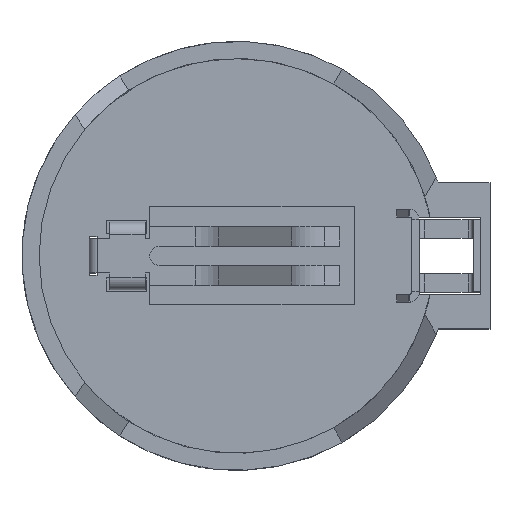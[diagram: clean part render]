
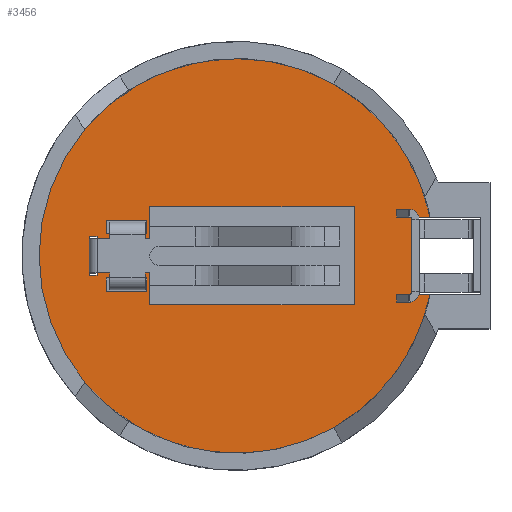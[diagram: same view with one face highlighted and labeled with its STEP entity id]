
A CAD part, top view. The second image highlights one B-rep face of the part: STEP entity #3456.
In plain terms, the highlighted planar face has unit normal (0, 0, 1).
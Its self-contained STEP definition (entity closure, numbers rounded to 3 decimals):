
#67=FACE_BOUND('',#524,.T.);
#68=FACE_BOUND('',#525,.T.);
#69=FACE_BOUND('',#526,.T.);
#70=FACE_BOUND('',#527,.T.);
#145=CIRCLE('',#3745,10.287);
#316=FACE_OUTER_BOUND('',#523,.T.);
#523=EDGE_LOOP('',(#2956,#2957,#2958,#2959));
#524=EDGE_LOOP('',(#2960,#2961,#2962,#2963));
#525=EDGE_LOOP('',(#2964,#2965,#2966,#2967));
#526=EDGE_LOOP('',(#2968,#2969,#2970,#2971));
#527=EDGE_LOOP('',(#2972,#2973,#2974,#2975));
#902=LINE('',#5642,#1301);
#903=LINE('',#5643,#1302);
#904=LINE('',#5644,#1303);
#905=LINE('',#5647,#1304);
#906=LINE('',#5649,#1305);
#907=LINE('',#5651,#1306);
#908=LINE('',#5652,#1307);
#909=LINE('',#5655,#1308);
#910=LINE('',#5657,#1309);
#911=LINE('',#5659,#1310);
#912=LINE('',#5660,#1311);
#913=LINE('',#5663,#1312);
#914=LINE('',#5665,#1313);
#915=LINE('',#5667,#1314);
#916=LINE('',#5668,#1315);
#917=LINE('',#5671,#1316);
#918=LINE('',#5673,#1317);
#919=LINE('',#5675,#1318);
#920=LINE('',#5676,#1319);
#1301=VECTOR('',#4648,1000.);
#1302=VECTOR('',#4649,1000.);
#1303=VECTOR('',#4650,1000.);
#1304=VECTOR('',#4651,1000.);
#1305=VECTOR('',#4652,1000.);
#1306=VECTOR('',#4653,1000.);
#1307=VECTOR('',#4654,1000.);
#1308=VECTOR('',#4655,1000.);
#1309=VECTOR('',#4656,1000.);
#1310=VECTOR('',#4657,1000.);
#1311=VECTOR('',#4658,1000.);
#1312=VECTOR('',#4659,1000.);
#1313=VECTOR('',#4660,1000.);
#1314=VECTOR('',#4661,1000.);
#1315=VECTOR('',#4662,1000.);
#1316=VECTOR('',#4663,1000.);
#1317=VECTOR('',#4664,1000.);
#1318=VECTOR('',#4665,1000.);
#1319=VECTOR('',#4666,1000.);
#1591=VERTEX_POINT('',#5553);
#1592=VERTEX_POINT('',#5555);
#1627=VERTEX_POINT('',#5640);
#1628=VERTEX_POINT('',#5641);
#1629=VERTEX_POINT('',#5645);
#1630=VERTEX_POINT('',#5646);
#1631=VERTEX_POINT('',#5648);
#1632=VERTEX_POINT('',#5650);
#1633=VERTEX_POINT('',#5653);
#1634=VERTEX_POINT('',#5654);
#1635=VERTEX_POINT('',#5656);
#1636=VERTEX_POINT('',#5658);
#1637=VERTEX_POINT('',#5661);
#1638=VERTEX_POINT('',#5662);
#1639=VERTEX_POINT('',#5664);
#1640=VERTEX_POINT('',#5666);
#1641=VERTEX_POINT('',#5669);
#1642=VERTEX_POINT('',#5670);
#1643=VERTEX_POINT('',#5672);
#1644=VERTEX_POINT('',#5674);
#2042=EDGE_CURVE('',#1592,#1591,#145,.T.);
#2086=EDGE_CURVE('',#1627,#1628,#902,.T.);
#2087=EDGE_CURVE('',#1592,#1628,#903,.T.);
#2088=EDGE_CURVE('',#1591,#1627,#904,.T.);
#2089=EDGE_CURVE('',#1629,#1630,#905,.T.);
#2090=EDGE_CURVE('',#1630,#1631,#906,.T.);
#2091=EDGE_CURVE('',#1631,#1632,#907,.T.);
#2092=EDGE_CURVE('',#1632,#1629,#908,.T.);
#2093=EDGE_CURVE('',#1633,#1634,#909,.T.);
#2094=EDGE_CURVE('',#1635,#1634,#910,.T.);
#2095=EDGE_CURVE('',#1635,#1636,#911,.T.);
#2096=EDGE_CURVE('',#1636,#1633,#912,.T.);
#2097=EDGE_CURVE('',#1637,#1638,#913,.T.);
#2098=EDGE_CURVE('',#1639,#1637,#914,.T.);
#2099=EDGE_CURVE('',#1640,#1639,#915,.T.);
#2100=EDGE_CURVE('',#1638,#1640,#916,.T.);
#2101=EDGE_CURVE('',#1641,#1642,#917,.T.);
#2102=EDGE_CURVE('',#1642,#1643,#918,.T.);
#2103=EDGE_CURVE('',#1644,#1643,#919,.T.);
#2104=EDGE_CURVE('',#1641,#1644,#920,.T.);
#2956=ORIENTED_EDGE('',*,*,#2086,.T.);
#2957=ORIENTED_EDGE('',*,*,#2087,.F.);
#2958=ORIENTED_EDGE('',*,*,#2042,.T.);
#2959=ORIENTED_EDGE('',*,*,#2088,.T.);
#2960=ORIENTED_EDGE('',*,*,#2089,.T.);
#2961=ORIENTED_EDGE('',*,*,#2090,.T.);
#2962=ORIENTED_EDGE('',*,*,#2091,.T.);
#2963=ORIENTED_EDGE('',*,*,#2092,.T.);
#2964=ORIENTED_EDGE('',*,*,#2093,.T.);
#2965=ORIENTED_EDGE('',*,*,#2094,.F.);
#2966=ORIENTED_EDGE('',*,*,#2095,.T.);
#2967=ORIENTED_EDGE('',*,*,#2096,.T.);
#2968=ORIENTED_EDGE('',*,*,#2097,.F.);
#2969=ORIENTED_EDGE('',*,*,#2098,.F.);
#2970=ORIENTED_EDGE('',*,*,#2099,.F.);
#2971=ORIENTED_EDGE('',*,*,#2100,.F.);
#2972=ORIENTED_EDGE('',*,*,#2101,.T.);
#2973=ORIENTED_EDGE('',*,*,#2102,.T.);
#2974=ORIENTED_EDGE('',*,*,#2103,.F.);
#2975=ORIENTED_EDGE('',*,*,#2104,.F.);
#3255=PLANE('',#3763);
#3456=ADVANCED_FACE('',(#316,#67,#68,#69,#70),#3255,.T.);
#3745=AXIS2_PLACEMENT_3D('',#5556,#4579,#4580);
#3763=AXIS2_PLACEMENT_3D('',#5639,#4646,#4647);
#4579=DIRECTION('center_axis',(0.,0.,1.));
#4580=DIRECTION('ref_axis',(0.,-1.,0.));
#4646=DIRECTION('center_axis',(0.,0.,1.));
#4647=DIRECTION('ref_axis',(0.,1.,0.));
#4648=DIRECTION('',(0.,1.,0.));
#4649=DIRECTION('',(-1.,0.,0.));
#4650=DIRECTION('',(-1.,0.,0.));
#4651=DIRECTION('',(0.,-1.,0.));
#4652=DIRECTION('',(-1.,0.,0.));
#4653=DIRECTION('',(0.,1.,0.));
#4654=DIRECTION('',(1.,0.,0.));
#4655=DIRECTION('',(0.,1.,0.));
#4656=DIRECTION('',(-1.,0.,0.));
#4657=DIRECTION('',(0.,-1.,0.));
#4658=DIRECTION('',(-1.,0.,0.));
#4659=DIRECTION('',(0.,1.,0.));
#4660=DIRECTION('',(1.,0.,0.));
#4661=DIRECTION('',(0.,-1.,0.));
#4662=DIRECTION('',(-1.,0.,0.));
#4663=DIRECTION('',(0.,1.,0.));
#4664=DIRECTION('',(1.,0.,0.));
#4665=DIRECTION('',(0.,1.,0.));
#4666=DIRECTION('',(1.,0.,0.));
#5553=CARTESIAN_POINT('',(9.087,-2.032,3.172));
#5555=CARTESIAN_POINT('',(9.087,2.002,3.172));
#5556=CARTESIAN_POINT('Origin',(-1.,-0.015,3.172));
#5639=CARTESIAN_POINT('Origin',(-1.,-0.015,3.172));
#5640=CARTESIAN_POINT('',(8.125,-2.032,3.172));
#5641=CARTESIAN_POINT('',(8.125,2.002,3.172));
#5642=CARTESIAN_POINT('',(8.125,-2.032,3.172));
#5643=CARTESIAN_POINT('',(11.722,2.002,3.172));
#5644=CARTESIAN_POINT('',(11.722,-2.032,3.172));
#5645=CARTESIAN_POINT('',(-5.664,-1.16,3.172));
#5646=CARTESIAN_POINT('',(-5.664,-1.878,3.172));
#5647=CARTESIAN_POINT('',(-5.664,-1.878,3.172));
#5648=CARTESIAN_POINT('',(-7.798,-1.878,3.172));
#5649=CARTESIAN_POINT('',(-5.664,-1.878,3.172));
#5650=CARTESIAN_POINT('',(-7.798,-1.16,3.172));
#5651=CARTESIAN_POINT('',(-7.798,-1.878,3.172));
#5652=CARTESIAN_POINT('',(-5.664,-1.16,3.172));
#5653=CARTESIAN_POINT('',(-5.526,-2.569,3.172));
#5654=CARTESIAN_POINT('',(-5.526,2.54,3.172));
#5655=CARTESIAN_POINT('',(-5.526,-2.569,3.172));
#5656=CARTESIAN_POINT('',(5.133,2.54,3.172));
#5657=CARTESIAN_POINT('',(-5.526,2.54,3.172));
#5658=CARTESIAN_POINT('',(5.133,-2.569,3.172));
#5659=CARTESIAN_POINT('',(5.133,-0.015,3.172));
#5660=CARTESIAN_POINT('',(-5.526,-2.569,3.172));
#5661=CARTESIAN_POINT('',(-5.664,1.131,3.172));
#5662=CARTESIAN_POINT('',(-5.664,1.848,3.172));
#5663=CARTESIAN_POINT('',(-5.664,1.848,3.172));
#5664=CARTESIAN_POINT('',(-7.798,1.131,3.172));
#5665=CARTESIAN_POINT('',(-5.664,1.131,3.172));
#5666=CARTESIAN_POINT('',(-7.798,1.848,3.172));
#5667=CARTESIAN_POINT('',(-7.798,1.848,3.172));
#5668=CARTESIAN_POINT('',(-5.664,1.848,3.172));
#5669=CARTESIAN_POINT('',(-8.667,-1.031,3.172));
#5670=CARTESIAN_POINT('',(-8.667,1.001,3.172));
#5671=CARTESIAN_POINT('',(-8.667,-0.015,3.172));
#5672=CARTESIAN_POINT('',(-8.268,1.001,3.172));
#5673=CARTESIAN_POINT('',(-1.,1.001,3.172));
#5674=CARTESIAN_POINT('',(-8.268,-1.031,3.172));
#5675=CARTESIAN_POINT('',(-8.268,-1.031,3.172));
#5676=CARTESIAN_POINT('',(-1.,-1.031,3.172));
